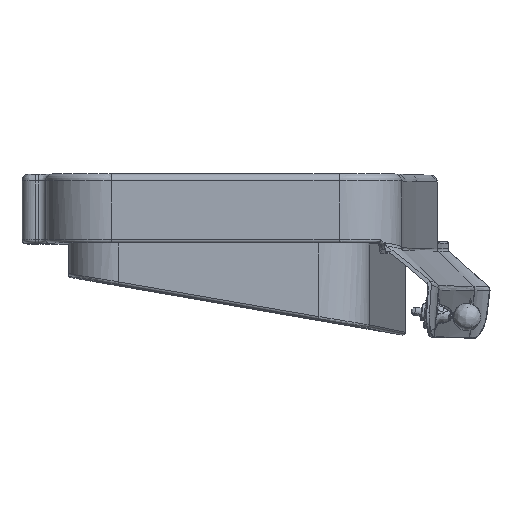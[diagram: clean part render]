
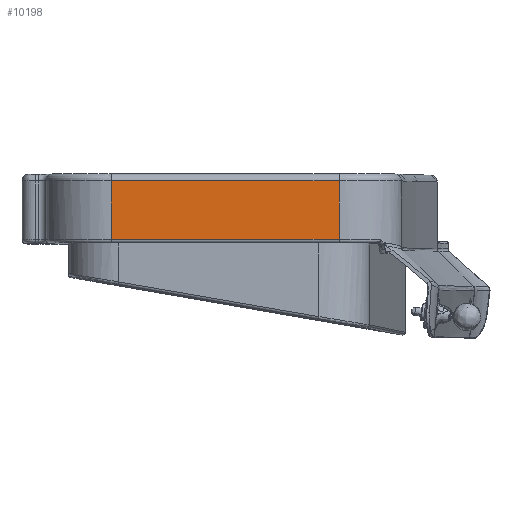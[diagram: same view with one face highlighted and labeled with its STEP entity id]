
A CAD part, top view. The second image highlights one B-rep face of the part: STEP entity #10198.
In plain terms, the highlighted free-form (B-spline) face has degree [1, 1] with [2, 2] control points.
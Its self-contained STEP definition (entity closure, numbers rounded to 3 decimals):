
#9453 = VERTEX_POINT('',#9454);
#9454 = CARTESIAN_POINT('',(558.836,1012.553,
    1689.592));
#9460 = EDGE_CURVE('',#9453,#9461,#9463,.T.);
#9461 = VERTEX_POINT('',#9462);
#9462 = CARTESIAN_POINT('',(558.836,909.586,
    1689.592));
#9463 = B_SPLINE_CURVE_WITH_KNOTS('',1,(#9464,#9465),.UNSPECIFIED.,.F.,
  .F.,(2,2),(10.,95.),.PIECEWISE_BEZIER_KNOTS.);
#9464 = CARTESIAN_POINT('',(558.836,1012.553,
    1689.592));
#9465 = CARTESIAN_POINT('',(558.836,909.586,
    1689.592));
#10172 = VERTEX_POINT('',#10173);
#10173 = CARTESIAN_POINT('',(158.981,909.586,
    1689.592));
#10179 = EDGE_CURVE('',#10180,#10172,#10182,.T.);
#10180 = VERTEX_POINT('',#10181);
#10181 = CARTESIAN_POINT('',(158.981,1012.553,
    1689.592));
#10182 = B_SPLINE_CURVE_WITH_KNOTS('',1,(#10183,#10184),.UNSPECIFIED.,
  .F.,.F.,(2,2),(10.,95.),.PIECEWISE_BEZIER_KNOTS.);
#10183 = CARTESIAN_POINT('',(158.981,1012.553,
    1689.592));
#10184 = CARTESIAN_POINT('',(158.981,909.586,
    1689.592));
#10198 = ADVANCED_FACE('',(#10199),#10213,.F.);
#10199 = FACE_BOUND('',#10200,.T.);
#10200 = EDGE_LOOP('',(#10201,#10202,#10207,#10208));
#10201 = ORIENTED_EDGE('',*,*,#10179,.T.);
#10202 = ORIENTED_EDGE('',*,*,#10203,.T.);
#10203 = EDGE_CURVE('',#10172,#9461,#10204,.T.);
#10204 = B_SPLINE_CURVE_WITH_KNOTS('',1,(#10205,#10206),.UNSPECIFIED.,
  .F.,.F.,(2,2),(-58.938,271.143),
  .PIECEWISE_BEZIER_KNOTS.);
#10205 = CARTESIAN_POINT('',(158.981,909.586,
    1689.592));
#10206 = CARTESIAN_POINT('',(558.836,909.586,
    1689.592));
#10207 = ORIENTED_EDGE('',*,*,#9460,.F.);
#10208 = ORIENTED_EDGE('',*,*,#10209,.T.);
#10209 = EDGE_CURVE('',#9453,#10180,#10210,.T.);
#10210 = B_SPLINE_CURVE_WITH_KNOTS('',1,(#10211,#10212),.UNSPECIFIED.,
  .F.,.F.,(2,2),(-330.082,0.),
  .PIECEWISE_BEZIER_KNOTS.);
#10211 = CARTESIAN_POINT('',(558.836,1012.553,
    1689.592));
#10212 = CARTESIAN_POINT('',(158.981,1012.553,
    1689.592));
#10213 = B_SPLINE_SURFACE_WITH_KNOTS('',1,1,(
    (#10214,#10215)
    ,(#10216,#10217
    )),.UNSPECIFIED.,.F.,.F.,.F.,(2,2),(2,2),(-271.143,
    58.938),(-95.,-10.),.PIECEWISE_BEZIER_KNOTS.);
#10214 = CARTESIAN_POINT('',(558.836,909.586,
    1689.592));
#10215 = CARTESIAN_POINT('',(558.836,1012.553,
    1689.592));
#10216 = CARTESIAN_POINT('',(158.981,909.586,
    1689.592));
#10217 = CARTESIAN_POINT('',(158.981,1012.553,
    1689.592));
